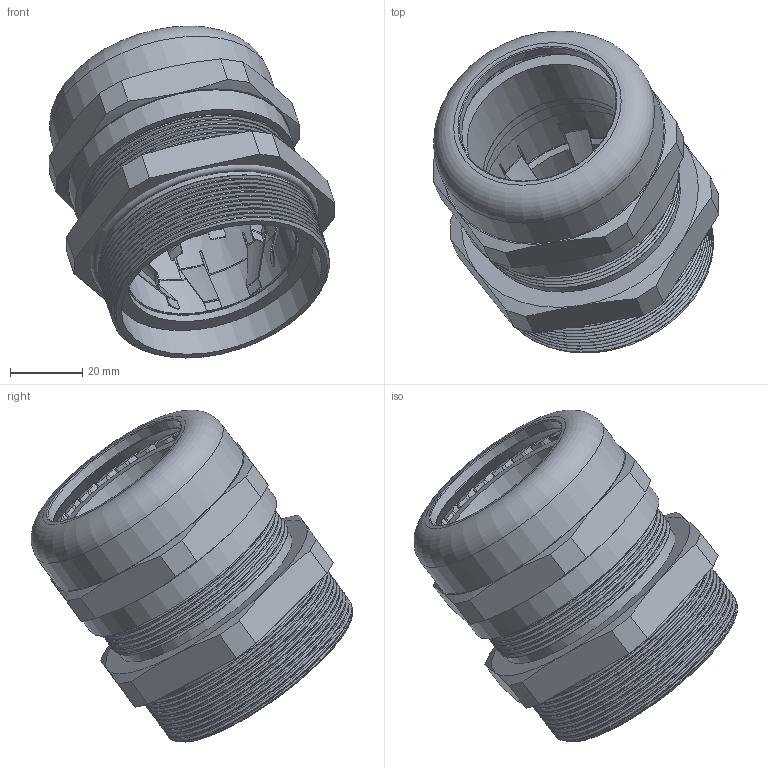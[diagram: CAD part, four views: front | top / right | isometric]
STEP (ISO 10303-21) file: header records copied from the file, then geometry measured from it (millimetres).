
FILE_DESCRIPTION(/* description */ ('Euro-Top-EMV 3/M M63x1,5, L= 18 mm'),/* implementation_level */ '2;1');
FILE_NAME(/* name */ '61484563-RST.stp',/* time_stamp */ '2020-03-04T12:20:18+01:00',/* author */ ('sl'),/* organization */ (''),/* preprocessor_version */ 'ST-DEVELOPER v16.5',/* originating_system */ 'Autodesk Inventor 2017',/* authorisation */ '');
FILE_SCHEMA (('AUTOMOTIVE_DESIGN { 1 0 10303 214 3 1 1 }'));
Length unit declared in the file: millimetre
Products named in the file (8): 61484563; 61484563_1; 61484563_2; 61484563_3; 61484563_4; 61484563_5; 61484563_6; 61484563_7
Assembly tree (7 placements, depth 2):
  61484563
    61484563_1
    61484563_2
    61484563_3
    61484563_4
    61484563_5
    61484563_6
    61484563_7
Bounding box: 79.06 x 89.12 x 91.92 mm (x, y, z)
Volume: 73906.3 mm3; surface area: 73362.2 mm2
Topology: 7 solids, 7 shells, 485 faces, 1372 edges, 910 vertices
Faces by surface type: plane 205, cylinder 164, torus 61, cone 48, bspline 7
Full cylindrical faces by diameter (mm): 44.9 x1, 45 x1, 45.12 x1, 48.42 x1, 49.35 x1, 50 x1, 51.13 x1, 51.5 x2, 52.16 x1, 52.8 x1, 53.52 x1, 54.18 x1, 54.65 x2, 55.5 x1, 55.65 x1, 57.19 x2, 57.42 x1, 57.638 x7, 59.322 x16, 60.808 x1, 63.2 x2, 64.352 x1
Entity records: 22687 total; most frequent: CARTESIAN_POINT 10767, ORIENTED_EDGE 2516, DIRECTION 2424, EDGE_CURVE 1258, AXIS2_PLACEMENT_3D 949, VERTEX_POINT 859, EDGE_LOOP 527, LINE 526
